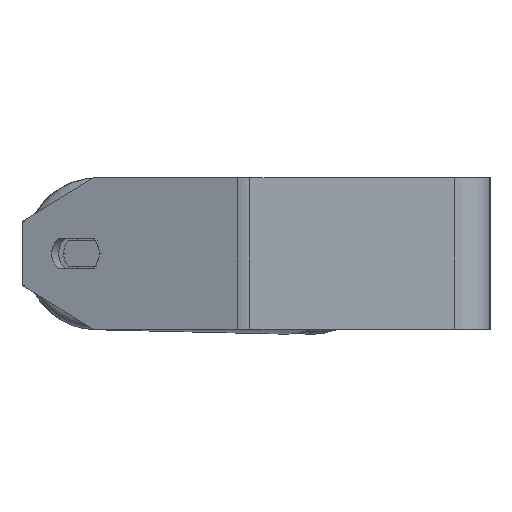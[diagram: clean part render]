
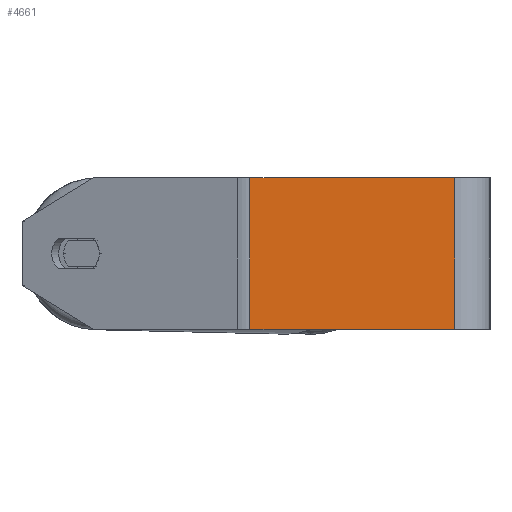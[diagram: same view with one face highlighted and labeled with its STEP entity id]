
A CAD part, left-side view. The second image highlights one B-rep face of the part: STEP entity #4661.
In plain terms, the highlighted planar face has unit normal (-1, 0, 0).
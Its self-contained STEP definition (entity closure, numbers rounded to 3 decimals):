
#175 = LINE ( 'NONE', #6929, #6162 ) ;
#365 = CARTESIAN_POINT ( 'NONE',  ( -400., 94.802, 30. ) ) ;
#763 = DIRECTION ( 'NONE',  ( 0., -1., 0. ) ) ;
#798 = FACE_OUTER_BOUND ( 'NONE', #5533, .T. ) ;
#1017 = DIRECTION ( 'NONE',  ( 0., 0., -1. ) ) ;
#1331 = VECTOR ( 'NONE', #5005, 1000. ) ;
#1441 = LINE ( 'NONE', #2137, #1331 ) ;
#2023 = CARTESIAN_POINT ( 'NONE',  ( -400., 14., -30. ) ) ;
#2137 = CARTESIAN_POINT ( 'NONE',  ( -400., 14., 30. ) ) ;
#2231 = ORIENTED_EDGE ( 'NONE', *, *, #7932, .T. ) ;
#2359 = CARTESIAN_POINT ( 'NONE',  ( -400., 97.27, -30. ) ) ;
#2385 = CARTESIAN_POINT ( 'NONE',  ( -400., 97.27, 30. ) ) ;
#2440 = LINE ( 'NONE', #365, #8033 ) ;
#2546 = EDGE_CURVE ( 'NONE', #7795, #6648, #5815, .T. ) ;
#3013 = DIRECTION ( 'NONE',  ( 0., -1., 0. ) ) ;
#4016 = AXIS2_PLACEMENT_3D ( 'NONE', #2385, #5229, #1017 ) ;
#4153 = ORIENTED_EDGE ( 'NONE', *, *, #6946, .F. ) ;
#4414 = CARTESIAN_POINT ( 'NONE',  ( -400., 94.802, 30. ) ) ;
#4661 = ADVANCED_FACE ( 'NONE', ( #798 ), #7572, .F. ) ;
#5005 = DIRECTION ( 'NONE',  ( 0., 0., -1. ) ) ;
#5229 = DIRECTION ( 'NONE',  ( 1., 0., 0. ) ) ;
#5299 = VERTEX_POINT ( 'NONE', #5629 ) ;
#5533 = EDGE_LOOP ( 'NONE', ( #7558, #4153, #8474, #2231 ) ) ;
#5629 = CARTESIAN_POINT ( 'NONE',  ( -400., 14., 30. ) ) ;
#5732 = DIRECTION ( 'NONE',  ( 0., 0., -1. ) ) ;
#5815 = LINE ( 'NONE', #2359, #6960 ) ;
#6162 = VECTOR ( 'NONE', #763, 1000. ) ;
#6245 = VERTEX_POINT ( 'NONE', #4414 ) ;
#6258 = CARTESIAN_POINT ( 'NONE',  ( -400., 94.802, -30. ) ) ;
#6648 = VERTEX_POINT ( 'NONE', #2023 ) ;
#6929 = CARTESIAN_POINT ( 'NONE',  ( -400., 97.27, 30. ) ) ;
#6946 = EDGE_CURVE ( 'NONE', #5299, #6648, #1441, .T. ) ;
#6960 = VECTOR ( 'NONE', #3013, 1000. ) ;
#7558 = ORIENTED_EDGE ( 'NONE', *, *, #2546, .T. ) ;
#7572 = PLANE ( 'NONE',  #4016 ) ;
#7795 = VERTEX_POINT ( 'NONE', #6258 ) ;
#7809 = EDGE_CURVE ( 'NONE', #6245, #5299, #175, .T. ) ;
#7932 = EDGE_CURVE ( 'NONE', #6245, #7795, #2440, .T. ) ;
#8033 = VECTOR ( 'NONE', #5732, 1000. ) ;
#8474 = ORIENTED_EDGE ( 'NONE', *, *, #7809, .F. ) ;
